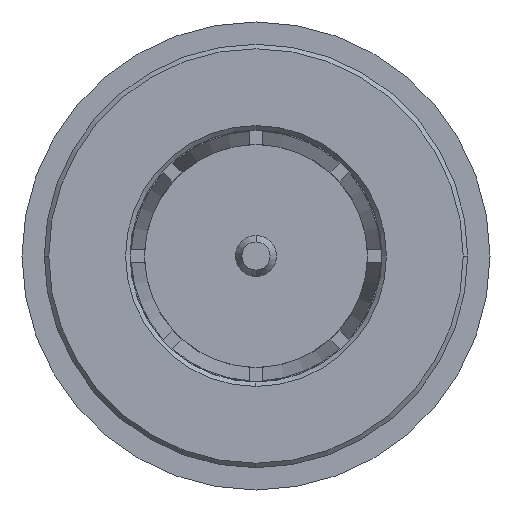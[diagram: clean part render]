
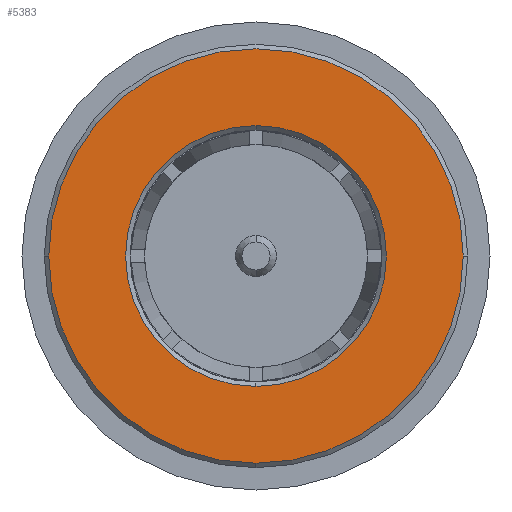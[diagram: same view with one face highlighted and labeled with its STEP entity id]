
A CAD part, left-side view. The second image highlights one B-rep face of the part: STEP entity #5383.
In plain terms, the highlighted planar face has unit normal (-1, 0, 0).
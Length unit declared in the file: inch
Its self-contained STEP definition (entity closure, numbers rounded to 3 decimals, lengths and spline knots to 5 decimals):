
#4 = DIRECTION ( 'NONE',  ( 0., 0., -1. ) ) ;
#23 = AXIS2_PLACEMENT_3D ( 'NONE', #1001, #1832, #3497 ) ;
#138 = DIRECTION ( 'NONE',  ( -1., 0., 0. ) ) ;
#172 = DIRECTION ( 'NONE',  ( 0., -1., 0. ) ) ;
#198 = EDGE_LOOP ( 'NONE', ( #3352, #2334, #2657 ) ) ;
#257 = VERTEX_POINT ( 'NONE', #1311 ) ;
#430 = EDGE_CURVE ( 'NONE', #2256, #1975, #2297, .T. ) ;
#491 = CARTESIAN_POINT ( 'NONE',  ( 0., 0., 0. ) ) ;
#555 = CIRCLE ( 'NONE', #3611, 0.11519 ) ;
#703 = AXIS2_PLACEMENT_3D ( 'NONE', #491, #138, #949 ) ;
#898 = FACE_OUTER_BOUND ( 'NONE', #198, .T. ) ;
#949 = DIRECTION ( 'NONE',  ( 0., 0., 1. ) ) ;
#962 = ORIENTED_EDGE ( 'NONE', *, *, #430, .T. ) ;
#1001 = CARTESIAN_POINT ( 'NONE',  ( 0., 0., 0. ) ) ;
#1186 = DIRECTION ( 'NONE',  ( 1., 0., 0. ) ) ;
#1311 = CARTESIAN_POINT ( 'NONE',  ( 0., 0.18307, 0. ) ) ;
#1312 = PLANE ( 'NONE',  #703 ) ;
#1773 = AXIS2_PLACEMENT_3D ( 'NONE', #5372, #4142, #4 ) ;
#1832 = DIRECTION ( 'NONE',  ( -1., 0., 0. ) ) ;
#1975 = VERTEX_POINT ( 'NONE', #4329 ) ;
#2042 = CARTESIAN_POINT ( 'NONE',  ( 0., 0., 0. ) ) ;
#2185 = CIRCLE ( 'NONE', #3237, 0.18307 ) ;
#2256 = VERTEX_POINT ( 'NONE', #3369 ) ;
#2257 = AXIS2_PLACEMENT_3D ( 'NONE', #2766, #2305, #172 ) ;
#2297 = CIRCLE ( 'NONE', #1773, 0.11519 ) ;
#2305 = DIRECTION ( 'NONE',  ( -1., 0., 0. ) ) ;
#2334 = ORIENTED_EDGE ( 'NONE', *, *, #3425, .T. ) ;
#2516 = CARTESIAN_POINT ( 'NONE',  ( 0., 0., -0.18307 ) ) ;
#2657 = ORIENTED_EDGE ( 'NONE', *, *, #3871, .T. ) ;
#2684 = DIRECTION ( 'NONE',  ( -1., 0., 0. ) ) ;
#2766 = CARTESIAN_POINT ( 'NONE',  ( 0., 0., 0. ) ) ;
#3050 = EDGE_LOOP ( 'NONE', ( #3093, #962 ) ) ;
#3072 = CARTESIAN_POINT ( 'NONE',  ( 0., 0., 0. ) ) ;
#3093 = ORIENTED_EDGE ( 'NONE', *, *, #4371, .T. ) ;
#3237 = AXIS2_PLACEMENT_3D ( 'NONE', #3072, #2684, #4801 ) ;
#3352 = ORIENTED_EDGE ( 'NONE', *, *, #4713, .T. ) ;
#3369 = CARTESIAN_POINT ( 'NONE',  ( 0., 0., -0.11519 ) ) ;
#3425 = EDGE_CURVE ( 'NONE', #257, #4080, #2185, .T. ) ;
#3497 = DIRECTION ( 'NONE',  ( 0., 1., 0. ) ) ;
#3611 = AXIS2_PLACEMENT_3D ( 'NONE', #2042, #1186, #3708 ) ;
#3692 = CARTESIAN_POINT ( 'NONE',  ( 0., -0.18307, 0. ) ) ;
#3708 = DIRECTION ( 'NONE',  ( 0., 0., -1. ) ) ;
#3864 = CIRCLE ( 'NONE', #23, 0.18307 ) ;
#3871 = EDGE_CURVE ( 'NONE', #4080, #4012, #3864, .T. ) ;
#4012 = VERTEX_POINT ( 'NONE', #3692 ) ;
#4080 = VERTEX_POINT ( 'NONE', #2516 ) ;
#4142 = DIRECTION ( 'NONE',  ( 1., 0., 0. ) ) ;
#4329 = CARTESIAN_POINT ( 'NONE',  ( 0., 0., 0.11519 ) ) ;
#4371 = EDGE_CURVE ( 'NONE', #1975, #2256, #555, .T. ) ;
#4630 = CIRCLE ( 'NONE', #2257, 0.18307 ) ;
#4713 = EDGE_CURVE ( 'NONE', #4012, #257, #4630, .T. ) ;
#4718 = FACE_BOUND ( 'NONE', #3050, .T. ) ;
#4801 = DIRECTION ( 'NONE',  ( 0., 1., 0. ) ) ;
#5372 = CARTESIAN_POINT ( 'NONE',  ( 0., 0., 0. ) ) ;
#5383 = ADVANCED_FACE ( 'NONE', ( #4718, #898 ), #1312, .T. ) ;
